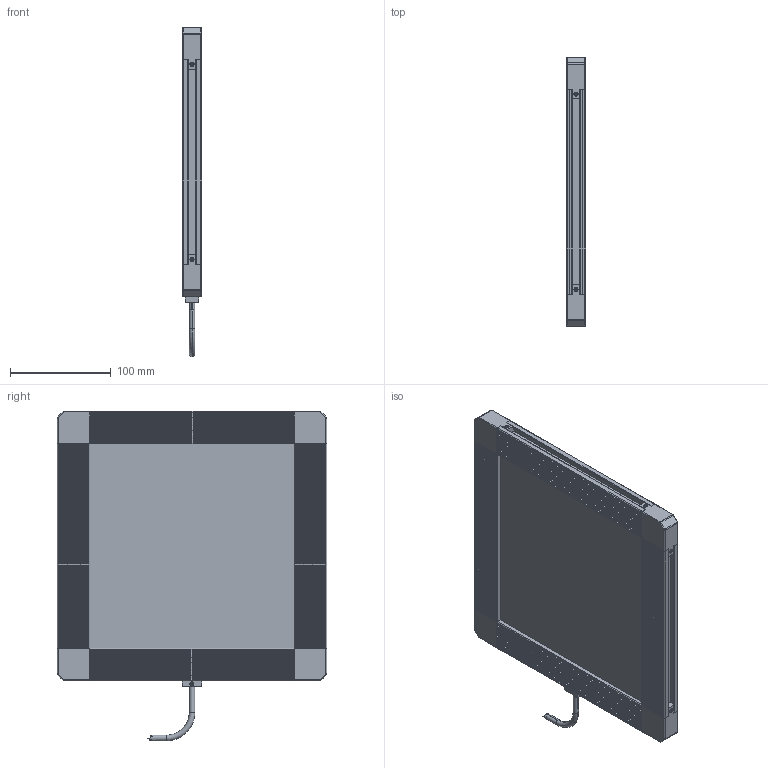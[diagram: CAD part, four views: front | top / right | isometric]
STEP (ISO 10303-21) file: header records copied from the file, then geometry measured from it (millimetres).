
FILE_DESCRIPTION (( 'STEP AP214' ), '1' );
FILE_NAME ('CXXXYY 06YY-10YY_CX0808.stp', '2021-05-10T16:02:58', ( '' ), ( '' ), 'SwSTEP 2.0', 'SolidWorks 2018', '' );
FILE_SCHEMA (( 'AUTOMOTIVE_DESIGN' ));
Length unit declared in the file: inch
Products named in the file (9): 092132-XX_092132-08; 091788_Default<As Machined>; 092136-XXYY_092136-0808; 091824-XXYY_091824-0808; 092133-XX_092133-08; SSS-M4_91390A111; 092408_TRUNCATED; CXXXYY 06YY-10YY_CX0808; 091307_Default<As Machined>
Assembly tree (21 placements, depth 2):
  CXXXYY 06YY-10YY_CX0808
    092132-XX_092132-08
    091307_Default<As Machined>
    SSS-M4_91390A111  x9
    091788_Default<As Machined>  x4
    092133-XX_092133-08  x3
    091824-XXYY_091824-0808
    092136-XXYY_092136-0808
    092408_TRUNCATED
Bounding box: 19.05 x 267.72 x 327.46 mm (x, y, z)
Volume: 367888.6 mm3; surface area: 477114.9 mm2
Topology: 28 solids, 28 shells, 2567 faces, 6938 edges, 4398 vertices
Faces by surface type: cylinder 1113, plane 1016, cone 379, torus 36, bspline 23
Entity records: 48704 total; most frequent: CARTESIAN_POINT 15343, ORIENTED_EDGE 5412, DIRECTION 5161, EDGE_CURVE 2706, VERTEX_POINT 1775, AXIS2_PLACEMENT_3D 1746, LINE 1669, VECTOR 1669
